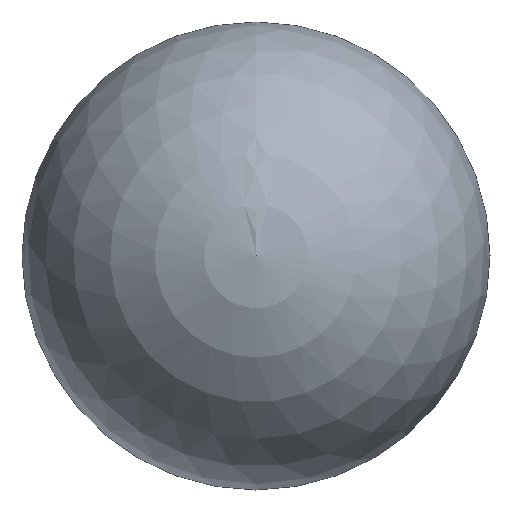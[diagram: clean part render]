
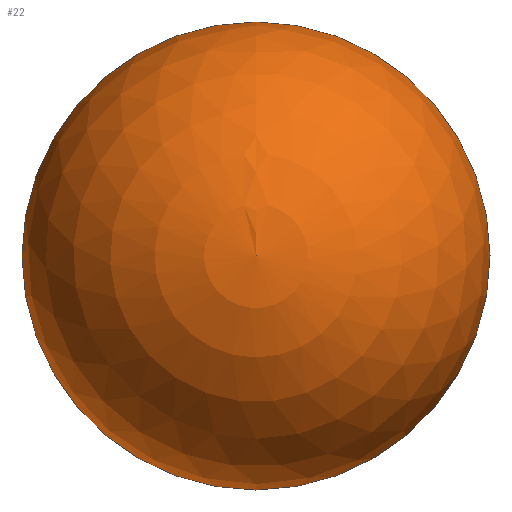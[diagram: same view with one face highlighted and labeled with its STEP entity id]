
A CAD part, front view. The second image highlights one B-rep face of the part: STEP entity #22.
In plain terms, the highlighted spherical face has radius 4.5 mm.
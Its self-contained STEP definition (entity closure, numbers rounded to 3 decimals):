
#1 = AXIS2_PLACEMENT_3D ( 'NONE', #108, #5, #52 ) ;
#4 = CARTESIAN_POINT ( 'NONE',  ( -4.5, 0., 0. ) ) ;
#5 = DIRECTION ( 'NONE',  ( 0., -1., 0. ) ) ;
#13 = VERTEX_POINT ( 'NONE', #4 ) ;
#14 = CARTESIAN_POINT ( 'NONE',  ( 0., 0., 0. ) ) ;
#18 = AXIS2_PLACEMENT_3D ( 'NONE', #121, #101, #78 ) ;
#22 = ADVANCED_FACE ( 'NONE', ( #63 ), #35, .T. ) ;
#25 = ORIENTED_EDGE ( 'NONE', *, *, #112, .T. ) ;
#35 = SPHERICAL_SURFACE ( 'NONE', #18, 4.5 ) ;
#52 = DIRECTION ( 'NONE',  ( 0., 0., -1. ) ) ;
#63 = FACE_OUTER_BOUND ( 'NONE', #100, .T. ) ;
#64 = AXIS2_PLACEMENT_3D ( 'NONE', #14, #90, #118 ) ;
#75 = VERTEX_POINT ( 'NONE', #89 ) ;
#78 = DIRECTION ( 'NONE',  ( 0., 0., 1. ) ) ;
#85 = EDGE_CURVE ( 'NONE', #13, #75, #117, .T. ) ;
#89 = CARTESIAN_POINT ( 'NONE',  ( 4.5, 0., 0. ) ) ;
#90 = DIRECTION ( 'NONE',  ( 0., 1., 0. ) ) ;
#100 = EDGE_LOOP ( 'NONE', ( #120, #25 ) ) ;
#101 = DIRECTION ( 'NONE',  ( 0., -1., 0. ) ) ;
#107 = CIRCLE ( 'NONE', #1, 4.5 ) ;
#108 = CARTESIAN_POINT ( 'NONE',  ( 0., 0., 0. ) ) ;
#112 = EDGE_CURVE ( 'NONE', #13, #75, #107, .T. ) ;
#117 = CIRCLE ( 'NONE', #64, 4.5 ) ;
#118 = DIRECTION ( 'NONE',  ( 0., 0., 1. ) ) ;
#120 = ORIENTED_EDGE ( 'NONE', *, *, #85, .F. ) ;
#121 = CARTESIAN_POINT ( 'NONE',  ( 0., 0., 0. ) ) ;
